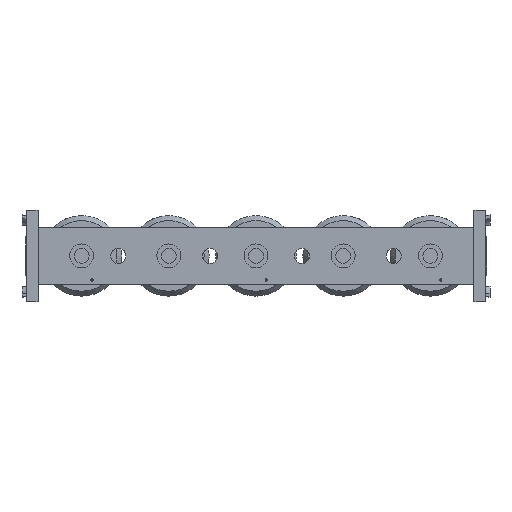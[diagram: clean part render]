
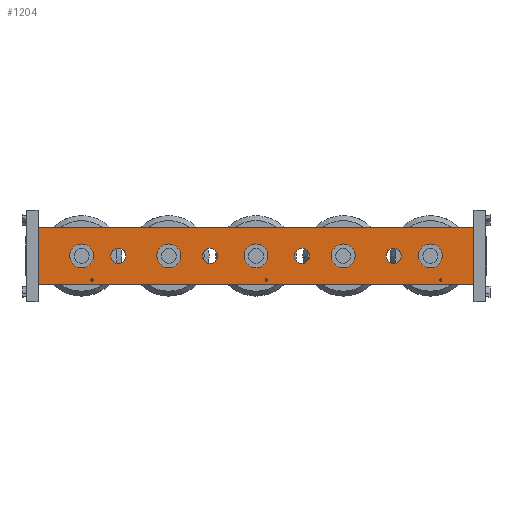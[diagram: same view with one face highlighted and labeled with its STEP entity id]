
A CAD part, top view. The second image highlights one B-rep face of the part: STEP entity #1204.
In plain terms, the highlighted planar face has unit normal (0, 0, 1).
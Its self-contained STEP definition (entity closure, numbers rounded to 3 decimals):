
#112=CARTESIAN_POINT('',(158.324,0.,7.25));
#113=VERTEX_POINT('',#112);
#114=CARTESIAN_POINT('',(155.0,0.,7.25));
#115=DIRECTION('',(0.0,0.0,-1.0));
#116=DIRECTION('',(1.0,0.0,0.0));
#117=AXIS2_PLACEMENT_3D('',#114,#115,#116);
#118=CIRCLE('',#117,3.324);
#119=EDGE_CURVE('',#113,#113,#118,.T.);
#140=CARTESIAN_POINT('',(118.324,0.,7.25));
#141=VERTEX_POINT('',#140);
#142=CARTESIAN_POINT('',(115.0,0.,7.25));
#143=DIRECTION('',(0.0,0.0,-1.0));
#144=DIRECTION('',(1.0,0.0,0.0));
#145=AXIS2_PLACEMENT_3D('',#142,#143,#144);
#146=CIRCLE('',#145,3.324);
#147=EDGE_CURVE('',#141,#141,#146,.T.);
#168=CARTESIAN_POINT('',(78.323,0.,7.25));
#169=VERTEX_POINT('',#168);
#170=CARTESIAN_POINT('',(75.0,0.,7.25));
#171=DIRECTION('',(0.0,0.0,-1.0));
#172=DIRECTION('',(1.0,0.0,0.0));
#173=AXIS2_PLACEMENT_3D('',#170,#171,#172);
#174=CIRCLE('',#173,3.324);
#175=EDGE_CURVE('',#169,#169,#174,.T.);
#196=CARTESIAN_POINT('',(38.323,0.,7.25));
#197=VERTEX_POINT('',#196);
#198=CARTESIAN_POINT('',(35.0,0.,7.25));
#199=DIRECTION('',(0.0,0.0,-1.0));
#200=DIRECTION('',(1.0,0.0,0.0));
#201=AXIS2_PLACEMENT_3D('',#198,#199,#200);
#202=CIRCLE('',#201,3.324);
#203=EDGE_CURVE('',#197,#197,#202,.T.);
#400=CARTESIAN_POINT('',(138.2,0.,7.25));
#401=VERTEX_POINT('',#400);
#402=CARTESIAN_POINT('',(133.0,0.,7.25));
#403=DIRECTION('',(0.0,0.0,-1.0));
#404=DIRECTION('',(1.0,0.0,0.0));
#405=AXIS2_PLACEMENT_3D('',#402,#403,#404);
#406=CIRCLE('',#405,5.2);
#407=EDGE_CURVE('',#401,#401,#406,.T.);
#480=CARTESIAN_POINT('',(62.2,0.,7.25));
#481=VERTEX_POINT('',#480);
#482=CARTESIAN_POINT('',(57.0,0.,7.25));
#483=DIRECTION('',(0.0,0.0,-1.0));
#484=DIRECTION('',(1.0,0.0,0.0));
#485=AXIS2_PLACEMENT_3D('',#482,#483,#484);
#486=CIRCLE('',#485,5.2);
#487=EDGE_CURVE('',#481,#481,#486,.T.);
#605=CARTESIAN_POINT('',(176.0,-10.5,7.25));
#606=VERTEX_POINT('',#605);
#607=CARTESIAN_POINT('',(175.5,-10.5,7.25));
#608=DIRECTION('',(0.0,0.0,-1.0));
#609=DIRECTION('',(1.0,0.0,0.0));
#610=AXIS2_PLACEMENT_3D('',#607,#608,#609);
#611=CIRCLE('',#610,0.5);
#612=EDGE_CURVE('',#606,#606,#611,.T.);
#653=CARTESIAN_POINT('',(176.2,0.0,7.25));
#654=VERTEX_POINT('',#653);
#655=CARTESIAN_POINT('',(171.0,0.0,7.25));
#656=DIRECTION('',(0.0,0.0,-1.0));
#657=DIRECTION('',(1.0,0.0,0.0));
#658=AXIS2_PLACEMENT_3D('',#655,#656,#657);
#659=CIRCLE('',#658,5.2);
#660=EDGE_CURVE('',#654,#654,#659,.T.);
#750=CARTESIAN_POINT('',(100.0,-10.5,7.25));
#751=VERTEX_POINT('',#750);
#752=CARTESIAN_POINT('',(99.5,-10.5,7.25));
#753=DIRECTION('',(0.0,0.0,-1.0));
#754=DIRECTION('',(1.0,0.0,0.0));
#755=AXIS2_PLACEMENT_3D('',#752,#753,#754);
#756=CIRCLE('',#755,0.5);
#757=EDGE_CURVE('',#751,#751,#756,.T.);
#798=CARTESIAN_POINT('',(100.2,0.0,7.25));
#799=VERTEX_POINT('',#798);
#800=CARTESIAN_POINT('',(95.0,0.0,7.25));
#801=DIRECTION('',(0.0,0.0,-1.0));
#802=DIRECTION('',(1.0,0.0,0.0));
#803=AXIS2_PLACEMENT_3D('',#800,#801,#802);
#804=CIRCLE('',#803,5.2);
#805=EDGE_CURVE('',#799,#799,#804,.T.);
#895=CARTESIAN_POINT('',(24.0,-10.5,7.25));
#896=VERTEX_POINT('',#895);
#897=CARTESIAN_POINT('',(23.5,-10.5,7.25));
#898=DIRECTION('',(0.0,0.0,-1.0));
#899=DIRECTION('',(1.0,0.0,0.0));
#900=AXIS2_PLACEMENT_3D('',#897,#898,#899);
#901=CIRCLE('',#900,0.5);
#902=EDGE_CURVE('',#896,#896,#901,.T.);
#915=CARTESIAN_POINT('',(24.2,0.0,7.25));
#916=VERTEX_POINT('',#915);
#917=CARTESIAN_POINT('',(19.0,0.0,7.25));
#918=DIRECTION('',(0.0,0.0,-1.0));
#919=DIRECTION('',(1.0,0.0,0.0));
#920=AXIS2_PLACEMENT_3D('',#917,#918,#919);
#921=CIRCLE('',#920,5.2);
#922=EDGE_CURVE('',#916,#916,#921,.T.);
#1023=CARTESIAN_POINT('',(190.0,12.5,7.25));
#1024=VERTEX_POINT('',#1023);
#1041=CARTESIAN_POINT('',(0.0,12.5,7.25));
#1042=VERTEX_POINT('',#1041);
#1049=CARTESIAN_POINT('',(0.0,12.5,7.25));
#1050=DIRECTION('',(1.0,0.0,0.0));
#1051=VECTOR('',#1050,190.0);
#1052=LINE('',#1049,#1051);
#1053=EDGE_CURVE('',#1042,#1024,#1052,.T.);
#1121=CARTESIAN_POINT('',(190.0,-12.5,7.25));
#1122=VERTEX_POINT('',#1121);
#1129=CARTESIAN_POINT('',(0.0,-12.5,7.25));
#1130=VERTEX_POINT('',#1129);
#1131=CARTESIAN_POINT('',(0.0,-12.5,7.25));
#1132=DIRECTION('',(1.0,0.0,0.0));
#1133=VECTOR('',#1132,190.0);
#1134=LINE('',#1131,#1133);
#1135=EDGE_CURVE('',#1130,#1122,#1134,.T.);
#1147=CARTESIAN_POINT('',(0.0,-12.5,7.25));
#1148=DIRECTION('',(0.0,0.0,1.0));
#1149=DIRECTION('',(1.0,0.0,0.0));
#1150=AXIS2_PLACEMENT_3D('',#1147,#1148,#1149);
#1151=PLANE('',#1150);
#1152=CARTESIAN_POINT('',(190.0,-12.5,7.25));
#1153=DIRECTION('',(0.0,1.0,0.0));
#1154=VECTOR('',#1153,25.);
#1155=LINE('',#1152,#1154);
#1156=EDGE_CURVE('',#1122,#1024,#1155,.T.);
#1157=ORIENTED_EDGE('',*,*,#1156,.T.);
#1158=ORIENTED_EDGE('',*,*,#1053,.F.);
#1159=CARTESIAN_POINT('',(0.0,-12.5,7.25));
#1160=DIRECTION('',(0.0,1.0,0.0));
#1161=VECTOR('',#1160,25.);
#1162=LINE('',#1159,#1161);
#1163=EDGE_CURVE('',#1130,#1042,#1162,.T.);
#1164=ORIENTED_EDGE('',*,*,#1163,.F.);
#1165=ORIENTED_EDGE('',*,*,#1135,.T.);
#1166=EDGE_LOOP('',(#1157,#1158,#1164,#1165));
#1167=FACE_OUTER_BOUND('',#1166,.T.);
#1168=ORIENTED_EDGE('',*,*,#119,.T.);
#1169=EDGE_LOOP('',(#1168));
#1170=FACE_BOUND('',#1169,.T.);
#1171=ORIENTED_EDGE('',*,*,#147,.T.);
#1172=EDGE_LOOP('',(#1171));
#1173=FACE_BOUND('',#1172,.T.);
#1174=ORIENTED_EDGE('',*,*,#175,.T.);
#1175=EDGE_LOOP('',(#1174));
#1176=FACE_BOUND('',#1175,.T.);
#1177=ORIENTED_EDGE('',*,*,#203,.T.);
#1178=EDGE_LOOP('',(#1177));
#1179=FACE_BOUND('',#1178,.T.);
#1180=ORIENTED_EDGE('',*,*,#407,.T.);
#1181=EDGE_LOOP('',(#1180));
#1182=FACE_BOUND('',#1181,.T.);
#1183=ORIENTED_EDGE('',*,*,#487,.T.);
#1184=EDGE_LOOP('',(#1183));
#1185=FACE_BOUND('',#1184,.T.);
#1186=ORIENTED_EDGE('',*,*,#612,.T.);
#1187=EDGE_LOOP('',(#1186));
#1188=FACE_BOUND('',#1187,.T.);
#1189=ORIENTED_EDGE('',*,*,#660,.T.);
#1190=EDGE_LOOP('',(#1189));
#1191=FACE_BOUND('',#1190,.T.);
#1192=ORIENTED_EDGE('',*,*,#757,.T.);
#1193=EDGE_LOOP('',(#1192));
#1194=FACE_BOUND('',#1193,.T.);
#1195=ORIENTED_EDGE('',*,*,#805,.T.);
#1196=EDGE_LOOP('',(#1195));
#1197=FACE_BOUND('',#1196,.T.);
#1198=ORIENTED_EDGE('',*,*,#902,.T.);
#1199=EDGE_LOOP('',(#1198));
#1200=FACE_BOUND('',#1199,.T.);
#1201=ORIENTED_EDGE('',*,*,#922,.T.);
#1202=EDGE_LOOP('',(#1201));
#1203=FACE_BOUND('',#1202,.T.);
#1204=ADVANCED_FACE('',(#1167,#1170,#1173,#1176,#1179,#1182,#1185,#1188,#1191,#1194,#1197,#1200,#1203),#1151,.T.);
